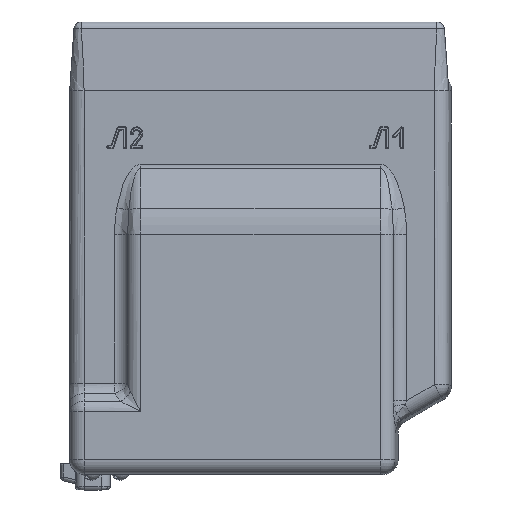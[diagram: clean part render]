
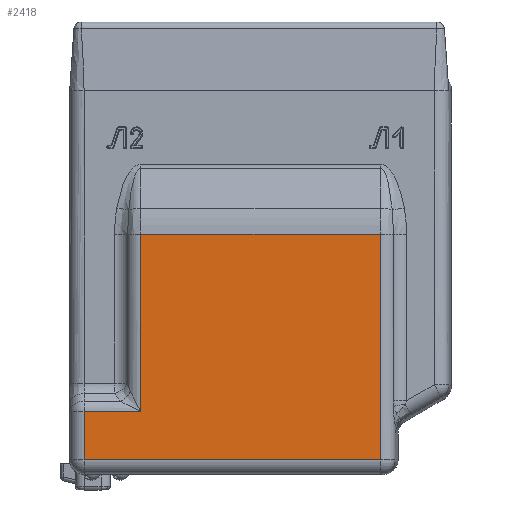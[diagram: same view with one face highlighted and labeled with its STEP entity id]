
A CAD part, top view. The second image highlights one B-rep face of the part: STEP entity #2418.
In plain terms, the highlighted planar face has unit normal (0, 0, 1).
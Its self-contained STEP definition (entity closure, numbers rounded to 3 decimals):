
#2418 = ADVANCED_FACE ( 'NONE', ( #24741 ), #4047, .F. ) ;
#4036 = CARTESIAN_POINT ( 'NONE',  ( -105.5, 218., 74. ) ) ;
#4047 = PLANE ( 'NONE',  #5184 ) ;
#4053 = DIRECTION ( 'NONE',  ( 0., 0., -1. ) ) ;
#4055 = DIRECTION ( 'NONE',  ( -1., 0., 0. ) ) ;
#5184 = AXIS2_PLACEMENT_3D ( 'NONE', #4036, #4053, #4055 ) ;
#6588 = VERTEX_POINT ( 'NONE', #11198 ) ;
#6731 = VERTEX_POINT ( 'NONE', #11362 ) ;
#6737 = VERTEX_POINT ( 'NONE', #11373 ) ;
#6873 = VERTEX_POINT ( 'NONE', #11623 ) ;
#6874 = VERTEX_POINT ( 'NONE', #11624 ) ;
#6907 = VERTEX_POINT ( 'NONE', #11685 ) ;
#8122 = EDGE_CURVE ( 'NONE', #6588, #6737, #14790, .T. ) ;
#8125 = EDGE_CURVE ( 'NONE', #6907, #6588, #14795, .T. ) ;
#8129 = EDGE_CURVE ( 'NONE', #6737, #6731, #14799, .T. ) ;
#8130 = EDGE_CURVE ( 'NONE', #6731, #6873, #14801, .T. ) ;
#8161 = EDGE_CURVE ( 'NONE', #6874, #6907, #14826, .T. ) ;
#8170 = EDGE_CURVE ( 'NONE', #6873, #6874, #14838, .T. ) ;
#10272 = ORIENTED_EDGE ( 'NONE', *, *, #8122, .T. ) ;
#10273 = ORIENTED_EDGE ( 'NONE', *, *, #8129, .T. ) ;
#10274 = ORIENTED_EDGE ( 'NONE', *, *, #8130, .T. ) ;
#10275 = ORIENTED_EDGE ( 'NONE', *, *, #8170, .T. ) ;
#10276 = ORIENTED_EDGE ( 'NONE', *, *, #8161, .T. ) ;
#10277 = ORIENTED_EDGE ( 'NONE', *, *, #8125, .T. ) ;
#10619 = EDGE_LOOP ( 'NONE', ( #10272, #10273, #10274, #10275, #10276, #10277 ) ) ;
#11198 = CARTESIAN_POINT ( 'NONE',  ( -97.5, 34.686, 74. ) ) ;
#11362 = CARTESIAN_POINT ( 'NONE',  ( 66.269, 8., 74. ) ) ;
#11373 = CARTESIAN_POINT ( 'NONE',  ( -97.5, 8., 74. ) ) ;
#11623 = CARTESIAN_POINT ( 'NONE',  ( 66.269, 132.662, 74. ) ) ;
#11624 = CARTESIAN_POINT ( 'NONE',  ( -66.269, 132.662, 74. ) ) ;
#11685 = CARTESIAN_POINT ( 'NONE',  ( -66.269, 34.686, 74. ) ) ;
#14790 = LINE ( 'NONE', #16611, #14791 ) ;
#14791 = VECTOR ( 'NONE', #16613, 1000. ) ;
#14793 = VECTOR ( 'NONE', #16629, 1000. ) ;
#14794 = VECTOR ( 'NONE', #16650, 1000. ) ;
#14795 = LINE ( 'NONE', #16616, #14793 ) ;
#14799 = LINE ( 'NONE', #16637, #14794 ) ;
#14801 = LINE ( 'NONE', #16653, #14802 ) ;
#14802 = VECTOR ( 'NONE', #16655, 1000. ) ;
#14826 = LINE ( 'NONE', #16888, #14830 ) ;
#14830 = VECTOR ( 'NONE', #16889, 1000. ) ;
#14833 = VECTOR ( 'NONE', #16945, 1000. ) ;
#14838 = LINE ( 'NONE', #16942, #14833 ) ;
#16611 = CARTESIAN_POINT ( 'NONE',  ( -97.5, 218., 74. ) ) ;
#16613 = DIRECTION ( 'NONE',  ( 0., -1., 0. ) ) ;
#16616 = CARTESIAN_POINT ( 'NONE',  ( -97.5, 34.686, 74. ) ) ;
#16629 = DIRECTION ( 'NONE',  ( -1., 0., 0. ) ) ;
#16637 = CARTESIAN_POINT ( 'NONE',  ( -105.5, 8., 74. ) ) ;
#16650 = DIRECTION ( 'NONE',  ( 1., 0., 0. ) ) ;
#16653 = CARTESIAN_POINT ( 'NONE',  ( 66.269, 218., 74. ) ) ;
#16655 = DIRECTION ( 'NONE',  ( 0., 1., 0. ) ) ;
#16888 = CARTESIAN_POINT ( 'NONE',  ( -66.269, 218., 74. ) ) ;
#16889 = DIRECTION ( 'NONE',  ( 0., -1., 0. ) ) ;
#16942 = CARTESIAN_POINT ( 'NONE',  ( -105.5, 132.662, 74. ) ) ;
#16945 = DIRECTION ( 'NONE',  ( -1., 0., 0. ) ) ;
#24741 = FACE_OUTER_BOUND ( 'NONE', #10619, .T. ) ;
